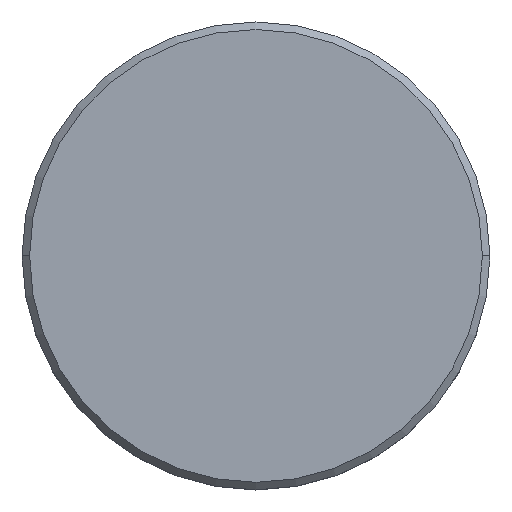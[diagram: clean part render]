
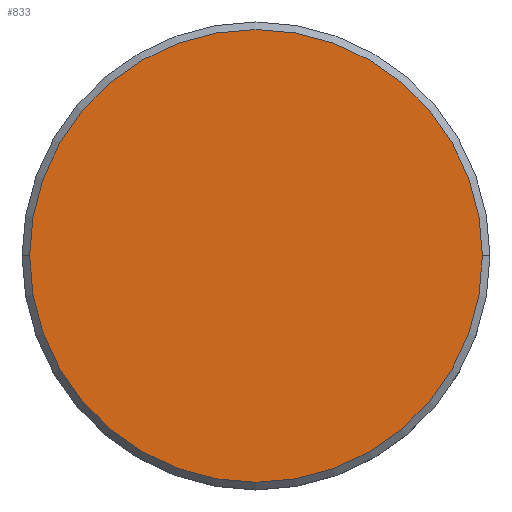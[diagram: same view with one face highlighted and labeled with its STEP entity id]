
A CAD part, top view. The second image highlights one B-rep face of the part: STEP entity #833.
In plain terms, the highlighted planar face has unit normal (0, 0, 1).
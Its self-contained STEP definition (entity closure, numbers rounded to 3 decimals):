
#7 = CARTESIAN_POINT ( 'NONE',  ( 15., 0., 0. ) ) ;
#31 = DIRECTION ( 'NONE',  ( 1., 0., 0. ) ) ;
#68 = CARTESIAN_POINT ( 'NONE',  ( -15., 0., 0. ) ) ;
#77 = VERTEX_POINT ( 'NONE', #7 ) ;
#117 = DIRECTION ( 'NONE',  ( 0., 0., 1. ) ) ;
#123 = CARTESIAN_POINT ( 'NONE',  ( 0., 0., 0. ) ) ;
#127 = CARTESIAN_POINT ( 'NONE',  ( 0., 0., 0. ) ) ;
#163 = AXIS2_PLACEMENT_3D ( 'NONE', #127, #399, #31 ) ;
#191 = AXIS2_PLACEMENT_3D ( 'NONE', #860, #331, #590 ) ;
#266 = ORIENTED_EDGE ( 'NONE', *, *, #1009, .T. ) ;
#313 = ORIENTED_EDGE ( 'NONE', *, *, #706, .T. ) ;
#331 = DIRECTION ( 'NONE',  ( 0., 0., 1. ) ) ;
#399 = DIRECTION ( 'NONE',  ( 0., 0., 1. ) ) ;
#518 = PLANE ( 'NONE',  #191 ) ;
#590 = DIRECTION ( 'NONE',  ( 1., 0., 0. ) ) ;
#609 = CIRCLE ( 'NONE', #163, 15. ) ;
#706 = EDGE_CURVE ( 'NONE', #1014, #77, #871, .T. ) ;
#833 = ADVANCED_FACE ( 'NONE', ( #963 ), #518, .T. ) ;
#860 = CARTESIAN_POINT ( 'NONE',  ( 0., 0., 0. ) ) ;
#871 = CIRCLE ( 'NONE', #910, 15. ) ;
#910 = AXIS2_PLACEMENT_3D ( 'NONE', #123, #117, #1119 ) ;
#963 = FACE_OUTER_BOUND ( 'NONE', #1010, .T. ) ;
#1009 = EDGE_CURVE ( 'NONE', #77, #1014, #609, .T. ) ;
#1010 = EDGE_LOOP ( 'NONE', ( #313, #266 ) ) ;
#1014 = VERTEX_POINT ( 'NONE', #68 ) ;
#1119 = DIRECTION ( 'NONE',  ( 1., 0., 0. ) ) ;
